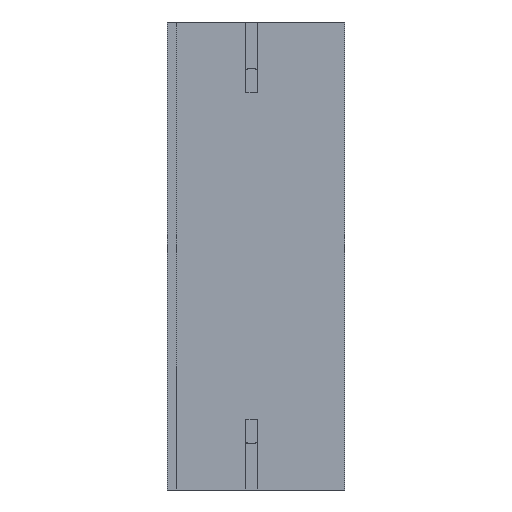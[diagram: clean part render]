
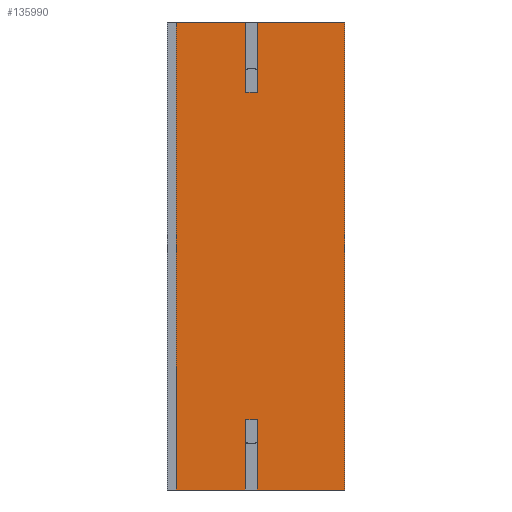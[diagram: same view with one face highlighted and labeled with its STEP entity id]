
A CAD part, left-side view. The second image highlights one B-rep face of the part: STEP entity #135990.
In plain terms, the highlighted free-form (B-spline) face has degree [1, 1] with [2, 2] control points.
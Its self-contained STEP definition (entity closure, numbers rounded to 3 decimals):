
#114750 = CARTESIAN_POINT ('', (-18., 21.25, 34.902));
#114760 = VERTEX_POINT ('', #114750);
#114770 = CARTESIAN_POINT ('', (-18., 20., 35.));
#114780 = VERTEX_POINT ('', #114770);
#114790 = CARTESIAN_POINT ('', (-18., 21.25, 34.902));
#114800 = CARTESIAN_POINT ('', (-18., 20.826, 34.969));
#114810 = CARTESIAN_POINT ('', (-18., 20.409, 35.));
#114820 = CARTESIAN_POINT ('', (-18., 20., 35.));
#114830 = (
   BOUNDED_CURVE ()
   B_SPLINE_CURVE (3, (#114790, #114800, #114810, #114820), .UNSPECIFIED., .F., .U.)
   B_SPLINE_CURVE_WITH_KNOTS ((4, 4), (0., 1.), .UNSPECIFIED.)
   CURVE ()
   GEOMETRIC_REPRESENTATION_ITEM ()
   RATIONAL_B_SPLINE_CURVE ((0.865, 0.906, 0.951, 1.))
   REPRESENTATION_ITEM ('')
);
#114840 = EDGE_CURVE ('', #114760, #114780, #114830, .T.);
#115630 = CARTESIAN_POINT ('', (-18., 18.75, 34.902));
#115640 = VERTEX_POINT ('', #115630);
#115650 = CARTESIAN_POINT ('', (-18., 20., 35.));
#115660 = CARTESIAN_POINT ('', (-18., 19.591, 35.));
#115670 = CARTESIAN_POINT ('', (-18., 19.174, 34.969));
#115680 = CARTESIAN_POINT ('', (-18., 18.75, 34.902));
#115690 = (
   BOUNDED_CURVE ()
   B_SPLINE_CURVE (3, (#115650, #115660, #115670, #115680), .UNSPECIFIED., .F., .U.)
   B_SPLINE_CURVE_WITH_KNOTS ((4, 4), (0., 1.), .UNSPECIFIED.)
   CURVE ()
   GEOMETRIC_REPRESENTATION_ITEM ()
   RATIONAL_B_SPLINE_CURVE ((1., 0.951, 0.906, 0.865))
   REPRESENTATION_ITEM ('')
);
#115700 = EDGE_CURVE ('', #114780, #115640, #115690, .T.);
#130040 = CARTESIAN_POINT ('', (-18., 18.75, -34.902));
#130050 = VERTEX_POINT ('', #130040);
#130110 = CARTESIAN_POINT ('', (-18., 20., -35.));
#130120 = VERTEX_POINT ('', #130110);
#130130 = CARTESIAN_POINT ('', (-18., 18.75, -34.902));
#130140 = CARTESIAN_POINT ('', (-18., 19.174, -34.969));
#130150 = CARTESIAN_POINT ('', (-18., 19.591, -35.));
#130160 = CARTESIAN_POINT ('', (-18., 20., -35.));
#130170 = (
   BOUNDED_CURVE ()
   B_SPLINE_CURVE (3, (#130130, #130140, #130150, #130160), .UNSPECIFIED., .F., .U.)
   B_SPLINE_CURVE_WITH_KNOTS ((4, 4), (0., 1.), .UNSPECIFIED.)
   CURVE ()
   GEOMETRIC_REPRESENTATION_ITEM ()
   RATIONAL_B_SPLINE_CURVE ((0.865, 0.906, 0.951, 1.))
   REPRESENTATION_ITEM ('')
);
#130180 = EDGE_CURVE ('', #130050, #130120, #130170, .T.);
#130200 = CARTESIAN_POINT ('', (-18., 21.25, -34.902));
#130210 = VERTEX_POINT ('', #130200);
#130220 = CARTESIAN_POINT ('', (-18., 20., -35.));
#130230 = CARTESIAN_POINT ('', (-18., 20.409, -35.));
#130240 = CARTESIAN_POINT ('', (-18., 20.826, -34.969));
#130250 = CARTESIAN_POINT ('', (-18., 21.25, -34.902));
#130260 = (
   BOUNDED_CURVE ()
   B_SPLINE_CURVE (3, (#130220, #130230, #130240, #130250), .UNSPECIFIED., .F., .U.)
   B_SPLINE_CURVE_WITH_KNOTS ((4, 4), (0., 1.), .UNSPECIFIED.)
   CURVE ()
   GEOMETRIC_REPRESENTATION_ITEM ()
   RATIONAL_B_SPLINE_CURVE ((1., 0.951, 0.906, 0.865))
   REPRESENTATION_ITEM ('')
);
#130270 = EDGE_CURVE ('', #130120, #130210, #130260, .T.);
#131430 = CARTESIAN_POINT ('', (-18., 18.75, 50.));
#131440 = VERTEX_POINT ('', #131430);
#131500 = CARTESIAN_POINT ('', (-18., 0., 50.));
#131510 = VERTEX_POINT ('', #131500);
#131520 = CARTESIAN_POINT ('', (-18., 18.75, 50.));
#131530 = CARTESIAN_POINT ('', (-18., 0., 50.));
#131540 = B_SPLINE_CURVE_WITH_KNOTS ('', 1, (#131520, #131530), .UNSPECIFIED., .F., .U., (2, 2), (0., 1.), .UNSPECIFIED.);
#131550 = EDGE_CURVE ('', #131440, #131510, #131540, .T.);
#131720 = CARTESIAN_POINT ('', (-18., 18.75, 34.902));
#131730 = CARTESIAN_POINT ('', (-18., 18.75, 50.));
#131740 = B_SPLINE_CURVE_WITH_KNOTS ('', 1, (#131720, #131730), .UNSPECIFIED., .F., .U., (2, 2), (0., 1.), .UNSPECIFIED.);
#131750 = EDGE_CURVE ('', #115640, #131440, #131740, .T.);
#133360 = CARTESIAN_POINT ('', (-18., 0., -50.));
#133370 = VERTEX_POINT ('', #133360);
#133380 = CARTESIAN_POINT ('', (-18., 0., -50.));
#133390 = CARTESIAN_POINT ('', (-18., 0., 50.));
#133400 = B_SPLINE_CURVE_WITH_KNOTS ('', 1, (#133380, #133390), .UNSPECIFIED., .F., .U., (2, 2), (0., 1.), .UNSPECIFIED.);
#133410 = EDGE_CURVE ('', #133370, #131510, #133400, .T.);
#135090 = CARTESIAN_POINT ('', (-18., 18.75, -50.));
#135100 = VERTEX_POINT ('', #135090);
#135160 = CARTESIAN_POINT ('', (-18., 18.75, -34.902));
#135170 = CARTESIAN_POINT ('', (-18., 18.75, -50.));
#135180 = B_SPLINE_CURVE_WITH_KNOTS ('', 1, (#135160, #135170), .UNSPECIFIED., .F., .U., (2, 2), (0., 1.), .UNSPECIFIED.);
#135190 = EDGE_CURVE ('', #130050, #135100, #135180, .T.);
#135360 = CARTESIAN_POINT ('', (-18., 0., -50.));
#135370 = CARTESIAN_POINT ('', (-18., 18.75, -50.));
#135380 = B_SPLINE_CURVE_WITH_KNOTS ('', 1, (#135360, #135370), .UNSPECIFIED., .F., .U., (2, 2), (0., 1.), .UNSPECIFIED.);
#135390 = EDGE_CURVE ('', #133370, #135100, #135380, .T.);
#135500 = ORIENTED_EDGE ('', *, *, #130180, .F.);
#135510 = ORIENTED_EDGE ('', *, *, #135190, .T.);
#135520 = ORIENTED_EDGE ('', *, *, #135390, .F.);
#135530 = ORIENTED_EDGE ('', *, *, #133410, .T.);
#135540 = ORIENTED_EDGE ('', *, *, #131550, .F.);
#135550 = ORIENTED_EDGE ('', *, *, #131750, .F.);
#135560 = ORIENTED_EDGE ('', *, *, #115700, .F.);
#135570 = ORIENTED_EDGE ('', *, *, #114840, .F.);
#135580 = CARTESIAN_POINT ('', (-18., 21.25, 50.));
#135590 = VERTEX_POINT ('', #135580);
#135600 = CARTESIAN_POINT ('', (-18., 21.25, 50.));
#135610 = CARTESIAN_POINT ('', (-18., 21.25, 34.902));
#135620 = B_SPLINE_CURVE_WITH_KNOTS ('', 1, (#135600, #135610), .UNSPECIFIED., .F., .U., (2, 2), (0., 1.), .UNSPECIFIED.);
#135630 = EDGE_CURVE ('', #135590, #114760, #135620, .T.);
#135640 = ORIENTED_EDGE ('', *, *, #135630, .F.);
#135650 = CARTESIAN_POINT ('', (-18., 36., 50.));
#135660 = VERTEX_POINT ('', #135650);
#135670 = CARTESIAN_POINT ('', (-18., 36., 50.));
#135680 = CARTESIAN_POINT ('', (-18., 21.25, 50.));
#135690 = B_SPLINE_CURVE_WITH_KNOTS ('', 1, (#135670, #135680), .UNSPECIFIED., .F., .U., (2, 2), (0., 1.), .UNSPECIFIED.);
#135700 = EDGE_CURVE ('', #135660, #135590, #135690, .T.);
#135710 = ORIENTED_EDGE ('', *, *, #135700, .F.);
#135720 = CARTESIAN_POINT ('', (-18., 36., -50.));
#135730 = VERTEX_POINT ('', #135720);
#135740 = CARTESIAN_POINT ('', (-18., 36., -50.));
#135750 = CARTESIAN_POINT ('', (-18., 36., 50.));
#135760 = B_SPLINE_CURVE_WITH_KNOTS ('', 1, (#135740, #135750), .UNSPECIFIED., .F., .U., (2, 2), (0., 1.), .UNSPECIFIED.);
#135770 = EDGE_CURVE ('', #135730, #135660, #135760, .T.);
#135780 = ORIENTED_EDGE ('', *, *, #135770, .F.);
#135790 = CARTESIAN_POINT ('', (-18., 21.25, -50.));
#135800 = VERTEX_POINT ('', #135790);
#135810 = CARTESIAN_POINT ('', (-18., 36., -50.));
#135820 = CARTESIAN_POINT ('', (-18., 21.25, -50.));
#135830 = B_SPLINE_CURVE_WITH_KNOTS ('', 1, (#135810, #135820), .UNSPECIFIED., .F., .U., (2, 2), (0., 1.), .UNSPECIFIED.);
#135840 = EDGE_CURVE ('', #135730, #135800, #135830, .T.);
#135850 = ORIENTED_EDGE ('', *, *, #135840, .T.);
#135860 = CARTESIAN_POINT ('', (-18., 21.25, -34.902));
#135870 = CARTESIAN_POINT ('', (-18., 21.25, -50.));
#135880 = B_SPLINE_CURVE_WITH_KNOTS ('', 1, (#135860, #135870), .UNSPECIFIED., .F., .U., (2, 2), (0., 1.), .UNSPECIFIED.);
#135890 = EDGE_CURVE ('', #130210, #135800, #135880, .T.);
#135900 = ORIENTED_EDGE ('', *, *, #135890, .F.);
#135910 = ORIENTED_EDGE ('', *, *, #130270, .F.);
#135920 = EDGE_LOOP ('', (#135500, #135510, #135520, #135530, #135540, #135550, #135560, #135570, #135640, #135710, #135780, #135850, #135900, #135910));
#135930 = FACE_OUTER_BOUND ('', #135920, .T.);
#135940 = CARTESIAN_POINT ('', (-18., 0., -50.));
#135950 = CARTESIAN_POINT ('', (-18., 36., -50.));
#135960 = CARTESIAN_POINT ('', (-18., 0., 50.));
#135970 = CARTESIAN_POINT ('', (-18., 36., 50.));
#135980 = B_SPLINE_SURFACE_WITH_KNOTS ('', 1, 1, ((#135940, #135950), (#135960, #135970)), .UNSPECIFIED., .F., .F., .U., (2, 2), (2, 2), (0., 1.), (0., 1.), .UNSPECIFIED.);
#135990 = ADVANCED_FACE ('', (#135930), #135980, .T.);
